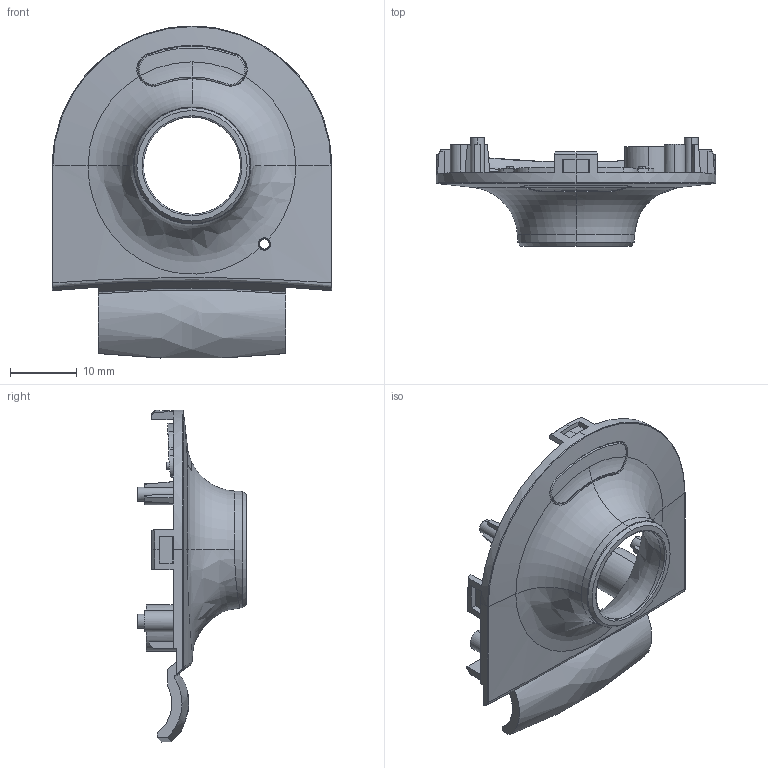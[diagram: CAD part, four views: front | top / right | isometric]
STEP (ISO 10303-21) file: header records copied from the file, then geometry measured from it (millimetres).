
FILE_DESCRIPTION (( 'STEP AP214' ), '1' );
FILE_NAME ('internal_camera_assy.STEP', '2022-12-12T13:25:51', ( '' ), ( '' ), 'SwSTEP 2.0', 'SolidWorks 2020', '' );
FILE_SCHEMA (( 'AUTOMOTIVE_DESIGN' ));
Length unit declared in the file: millimetre
Products named in the file (1): internal_camera_assy
Bounding box: 41.8 x 16.23 x 49.67 mm (x, y, z)
Volume: 3011.5 mm3; surface area: 5190.9 mm2
Topology: 2 solids, 2 shells, 277 faces, 774 edges, 503 vertices
Faces by surface type: plane 92, bspline 75, cylinder 44, cone 29, torus 29, sphere 8
Entity records: 15864 total; most frequent: CARTESIAN_POINT 6451, ORIENTED_EDGE 1548, DIRECTION 1051, EDGE_CURVE 774, VERTEX_POINT 503, AXIS2_PLACEMENT_3D 412, EDGE_LOOP 289, B_SPLINE_CURVE_WITH_KNOTS 285
